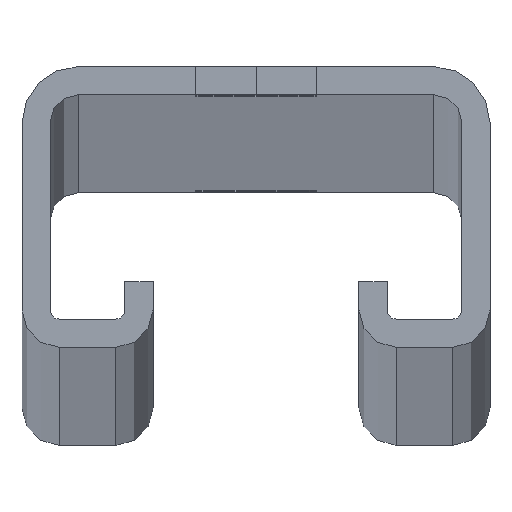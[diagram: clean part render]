
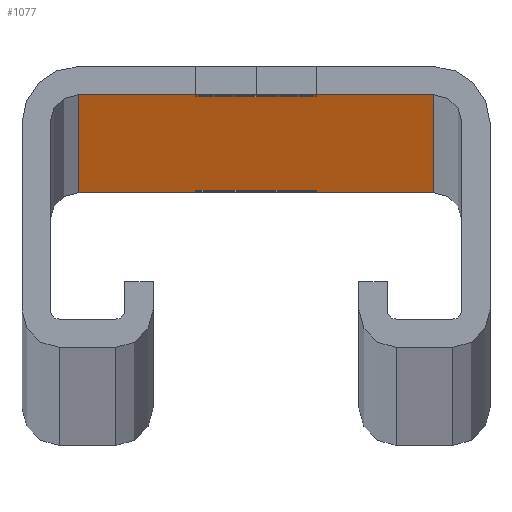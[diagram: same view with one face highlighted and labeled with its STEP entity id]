
A CAD part, top view. The second image highlights one B-rep face of the part: STEP entity #1077.
In plain terms, the highlighted planar face has unit normal (0, -1, 0).
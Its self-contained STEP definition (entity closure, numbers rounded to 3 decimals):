
#2=DIRECTION('',(-1.,0.,0.));
#3=VECTOR('',#2,38.);
#4=CARTESIAN_POINT('',(19.,13.,1201.5));
#5=LINE('',#4,#3);
#6=CARTESIAN_POINT('',(0.,13.,1066.5));
#7=DIRECTION('',(0.,1.,0.));
#8=DIRECTION('',(0.,0.,-1.));
#9=AXIS2_PLACEMENT_3D('',#6,#7,#8);
#11=CARTESIAN_POINT('',(0.,13.,1066.5));
#12=DIRECTION('',(0.,1.,0.));
#13=DIRECTION('',(1.,0.,0.));
#14=AXIS2_PLACEMENT_3D('',#11,#12,#13);
#16=DIRECTION('',(0.,0.,-1.));
#17=VECTOR('',#16,17.);
#18=CARTESIAN_POINT('',(6.5,13.,1083.5));
#19=LINE('',#18,#17);
#20=CARTESIAN_POINT('',(0.,13.,1083.5));
#21=DIRECTION('',(0.,1.,0.));
#22=DIRECTION('',(0.,0.,1.));
#23=AXIS2_PLACEMENT_3D('',#20,#21,#22);
#25=CARTESIAN_POINT('',(0.,13.,1083.5));
#26=DIRECTION('',(0.,1.,0.));
#27=DIRECTION('',(-1.,0.,0.));
#28=AXIS2_PLACEMENT_3D('',#25,#26,#27);
#30=DIRECTION('',(0.,0.,1.));
#31=VECTOR('',#30,17.);
#32=CARTESIAN_POINT('',(-6.5,13.,1066.5));
#33=LINE('',#32,#31);
#34=DIRECTION('',(0.,0.,1.));
#35=VECTOR('',#34,17.);
#36=CARTESIAN_POINT('',(-6.5,13.,-4783.5));
#37=LINE('',#36,#35);
#38=DIRECTION('',(0.,0.,-1.));
#39=VECTOR('',#38,17.);
#40=CARTESIAN_POINT('',(6.5,13.,-4766.5));
#41=LINE('',#40,#39);
#42=DIRECTION('',(0.,0.,-1.));
#43=VECTOR('',#42,17.);
#44=CARTESIAN_POINT('',(6.5,13.,-4716.5));
#45=LINE('',#44,#43);
#46=DIRECTION('',(0.,0.,1.));
#47=VECTOR('',#46,17.);
#48=CARTESIAN_POINT('',(-6.5,13.,-4733.5));
#49=LINE('',#48,#47);
#50=DIRECTION('',(0.,0.,-1.));
#51=VECTOR('',#50,17.);
#52=CARTESIAN_POINT('',(6.5,13.,-4666.5));
#53=LINE('',#52,#51);
#54=DIRECTION('',(0.,0.,1.));
#55=VECTOR('',#54,17.);
#56=CARTESIAN_POINT('',(-6.5,13.,-4683.5));
#57=LINE('',#56,#55);
#58=DIRECTION('',(0.,0.,-1.));
#59=VECTOR('',#58,17.);
#60=CARTESIAN_POINT('',(6.5,13.,1183.5));
#61=LINE('',#60,#59);
#62=CARTESIAN_POINT('',(0.,13.,1183.5));
#63=DIRECTION('',(0.,1.,0.));
#64=DIRECTION('',(0.,0.,1.));
#65=AXIS2_PLACEMENT_3D('',#62,#63,#64);
#67=CARTESIAN_POINT('',(0.,13.,1183.5));
#68=DIRECTION('',(0.,1.,0.));
#69=DIRECTION('',(-1.,0.,0.));
#70=AXIS2_PLACEMENT_3D('',#67,#68,#69);
#72=DIRECTION('',(0.,0.,1.));
#73=VECTOR('',#72,17.);
#74=CARTESIAN_POINT('',(-6.5,13.,1166.5));
#75=LINE('',#74,#73);
#76=CARTESIAN_POINT('',(0.,13.,1166.5));
#77=DIRECTION('',(0.,1.,0.));
#78=DIRECTION('',(0.,0.,-1.));
#79=AXIS2_PLACEMENT_3D('',#76,#77,#78);
#81=CARTESIAN_POINT('',(0.,13.,1166.5));
#82=DIRECTION('',(0.,1.,0.));
#83=DIRECTION('',(1.,0.,0.));
#84=AXIS2_PLACEMENT_3D('',#81,#82,#83);
#86=DIRECTION('',(0.,0.,1.));
#87=VECTOR('',#86,17.);
#88=CARTESIAN_POINT('',(-6.5,13.,1116.5));
#89=LINE('',#88,#87);
#90=CARTESIAN_POINT('',(0.,13.,1116.5));
#91=DIRECTION('',(0.,1.,0.));
#92=DIRECTION('',(0.,0.,-1.));
#93=AXIS2_PLACEMENT_3D('',#90,#91,#92);
#95=CARTESIAN_POINT('',(0.,13.,1116.5));
#96=DIRECTION('',(0.,1.,0.));
#97=DIRECTION('',(1.,0.,0.));
#98=AXIS2_PLACEMENT_3D('',#95,#96,#97);
#100=DIRECTION('',(0.,0.,-1.));
#101=VECTOR('',#100,17.);
#102=CARTESIAN_POINT('',(6.5,13.,1133.5));
#103=LINE('',#102,#101);
#104=CARTESIAN_POINT('',(0.,13.,1133.5));
#105=DIRECTION('',(0.,1.,0.));
#106=DIRECTION('',(0.,0.,1.));
#107=AXIS2_PLACEMENT_3D('',#104,#105,#106);
#109=CARTESIAN_POINT('',(0.,13.,1133.5));
#110=DIRECTION('',(0.,1.,0.));
#111=DIRECTION('',(-1.,0.,0.));
#112=AXIS2_PLACEMENT_3D('',#109,#110,#111);
#330=DIRECTION('',(-1.,0.,0.));
#331=VECTOR('',#330,38.);
#332=CARTESIAN_POINT('',(19.,13.,-4798.5));
#333=LINE('',#332,#331);
#446=DIRECTION('',(0.,0.,1.));
#447=VECTOR('',#446,6000.);
#448=CARTESIAN_POINT('',(-19.,13.,-4798.5));
#449=LINE('',#448,#447);
#490=DIRECTION('',(0.,0.,-1.));
#491=VECTOR('',#490,6000.);
#492=CARTESIAN_POINT('',(19.,13.,1201.5));
#493=LINE('',#492,#491);
#579=CARTESIAN_POINT('',(0.,13.,-4733.5));
#580=DIRECTION('',(0.,1.,0.));
#581=DIRECTION('',(1.,0.,0.));
#582=AXIS2_PLACEMENT_3D('',#579,#580,#581);
#597=CARTESIAN_POINT('',(0.,13.,-4716.5));
#598=DIRECTION('',(0.,1.,0.));
#599=DIRECTION('',(-1.,0.,0.));
#600=AXIS2_PLACEMENT_3D('',#597,#598,#599);
#615=CARTESIAN_POINT('',(0.,13.,-4783.5));
#616=DIRECTION('',(0.,1.,0.));
#617=DIRECTION('',(1.,0.,0.));
#618=AXIS2_PLACEMENT_3D('',#615,#616,#617);
#633=CARTESIAN_POINT('',(0.,13.,-4766.5));
#634=DIRECTION('',(0.,1.,0.));
#635=DIRECTION('',(-1.,0.,0.));
#636=AXIS2_PLACEMENT_3D('',#633,#634,#635);
#651=CARTESIAN_POINT('',(0.,13.,-4666.5));
#652=DIRECTION('',(0.,1.,0.));
#653=DIRECTION('',(-1.,0.,0.));
#654=AXIS2_PLACEMENT_3D('',#651,#652,#653);
#669=CARTESIAN_POINT('',(0.,13.,-4683.5));
#670=DIRECTION('',(0.,1.,0.));
#671=DIRECTION('',(1.,0.,0.));
#672=AXIS2_PLACEMENT_3D('',#669,#670,#671);
#758=CARTESIAN_POINT('',(19.,13.,1201.5));
#759=CARTESIAN_POINT('',(-19.,13.,1201.5));
#760=VERTEX_POINT('',#758);
#761=VERTEX_POINT('',#759);
#762=CARTESIAN_POINT('',(6.5,13.,1066.5));
#763=CARTESIAN_POINT('',(0.,13.,1060.));
#764=VERTEX_POINT('',#762);
#765=VERTEX_POINT('',#763);
#766=CARTESIAN_POINT('',(6.5,13.,1083.5));
#767=VERTEX_POINT('',#766);
#768=CARTESIAN_POINT('',(0.,13.,1090.));
#769=VERTEX_POINT('',#768);
#770=CARTESIAN_POINT('',(-6.5,13.,1083.5));
#771=VERTEX_POINT('',#770);
#772=CARTESIAN_POINT('',(-6.5,13.,1066.5));
#773=VERTEX_POINT('',#772);
#774=CARTESIAN_POINT('',(0.,13.,1190.));
#775=CARTESIAN_POINT('',(6.5,13.,1183.5));
#776=VERTEX_POINT('',#774);
#777=VERTEX_POINT('',#775);
#778=CARTESIAN_POINT('',(-6.5,13.,1183.5));
#779=VERTEX_POINT('',#778);
#780=CARTESIAN_POINT('',(-6.5,13.,1166.5));
#781=VERTEX_POINT('',#780);
#782=CARTESIAN_POINT('',(0.,13.,1160.));
#783=VERTEX_POINT('',#782);
#784=CARTESIAN_POINT('',(6.5,13.,1166.5));
#785=VERTEX_POINT('',#784);
#786=CARTESIAN_POINT('',(0.,13.,1110.));
#787=CARTESIAN_POINT('',(-6.5,13.,1116.5));
#788=VERTEX_POINT('',#786);
#789=VERTEX_POINT('',#787);
#790=CARTESIAN_POINT('',(6.5,13.,1116.5));
#791=VERTEX_POINT('',#790);
#792=CARTESIAN_POINT('',(6.5,13.,1133.5));
#793=VERTEX_POINT('',#792);
#794=CARTESIAN_POINT('',(0.,13.,1140.));
#795=VERTEX_POINT('',#794);
#796=CARTESIAN_POINT('',(-6.5,13.,1133.5));
#797=VERTEX_POINT('',#796);
#902=CARTESIAN_POINT('',(-19.,13.,-4798.5));
#903=VERTEX_POINT('',#902);
#904=CARTESIAN_POINT('',(19.,13.,-4798.5));
#905=VERTEX_POINT('',#904);
#942=CARTESIAN_POINT('',(-6.5,13.,-4783.5));
#943=CARTESIAN_POINT('',(-6.5,13.,-4766.5));
#944=VERTEX_POINT('',#942);
#945=VERTEX_POINT('',#943);
#946=CARTESIAN_POINT('',(6.5,13.,-4766.5));
#947=CARTESIAN_POINT('',(6.5,13.,-4783.5));
#948=VERTEX_POINT('',#946);
#949=VERTEX_POINT('',#947);
#950=CARTESIAN_POINT('',(-6.5,13.,-4733.5));
#951=CARTESIAN_POINT('',(-6.5,13.,-4716.5));
#952=VERTEX_POINT('',#950);
#953=VERTEX_POINT('',#951);
#954=CARTESIAN_POINT('',(6.5,13.,-4716.5));
#955=CARTESIAN_POINT('',(6.5,13.,-4733.5));
#956=VERTEX_POINT('',#954);
#957=VERTEX_POINT('',#955);
#958=CARTESIAN_POINT('',(-6.5,13.,-4683.5));
#959=CARTESIAN_POINT('',(-6.5,13.,-4666.5));
#960=VERTEX_POINT('',#958);
#961=VERTEX_POINT('',#959);
#962=CARTESIAN_POINT('',(6.5,13.,-4666.5));
#963=CARTESIAN_POINT('',(6.5,13.,-4683.5));
#964=VERTEX_POINT('',#962);
#965=VERTEX_POINT('',#963);
#990=CARTESIAN_POINT('',(19.,13.,400.));
#991=DIRECTION('',(0.,-1.,0.));
#992=DIRECTION('',(1.,0.,0.));
#993=AXIS2_PLACEMENT_3D('',#990,#991,#992);
#994=PLANE('',#993);
#996=ORIENTED_EDGE('',*,*,#995,.F.);
#998=ORIENTED_EDGE('',*,*,#997,.T.);
#1000=ORIENTED_EDGE('',*,*,#999,.T.);
#1002=ORIENTED_EDGE('',*,*,#1001,.T.);
#1003=EDGE_LOOP('',(#996,#998,#1000,#1002));
#1004=FACE_OUTER_BOUND('',#1003,.F.);
#1006=ORIENTED_EDGE('',*,*,#1005,.F.);
#1008=ORIENTED_EDGE('',*,*,#1007,.F.);
#1010=ORIENTED_EDGE('',*,*,#1009,.F.);
#1012=ORIENTED_EDGE('',*,*,#1011,.F.);
#1014=ORIENTED_EDGE('',*,*,#1013,.F.);
#1016=ORIENTED_EDGE('',*,*,#1015,.F.);
#1017=EDGE_LOOP('',(#1006,#1008,#1010,#1012,#1014,#1016));
#1018=FACE_BOUND('',#1017,.F.);
#1020=ORIENTED_EDGE('',*,*,#1019,.F.);
#1022=ORIENTED_EDGE('',*,*,#1021,.F.);
#1024=ORIENTED_EDGE('',*,*,#1023,.F.);
#1026=ORIENTED_EDGE('',*,*,#1025,.F.);
#1027=EDGE_LOOP('',(#1020,#1022,#1024,#1026));
#1028=FACE_BOUND('',#1027,.F.);
#1030=ORIENTED_EDGE('',*,*,#1029,.F.);
#1032=ORIENTED_EDGE('',*,*,#1031,.F.);
#1034=ORIENTED_EDGE('',*,*,#1033,.F.);
#1036=ORIENTED_EDGE('',*,*,#1035,.F.);
#1037=EDGE_LOOP('',(#1030,#1032,#1034,#1036));
#1038=FACE_BOUND('',#1037,.F.);
#1040=ORIENTED_EDGE('',*,*,#1039,.F.);
#1042=ORIENTED_EDGE('',*,*,#1041,.F.);
#1044=ORIENTED_EDGE('',*,*,#1043,.F.);
#1046=ORIENTED_EDGE('',*,*,#1045,.F.);
#1047=EDGE_LOOP('',(#1040,#1042,#1044,#1046));
#1048=FACE_BOUND('',#1047,.F.);
#1050=ORIENTED_EDGE('',*,*,#1049,.F.);
#1052=ORIENTED_EDGE('',*,*,#1051,.F.);
#1054=ORIENTED_EDGE('',*,*,#1053,.F.);
#1056=ORIENTED_EDGE('',*,*,#1055,.F.);
#1058=ORIENTED_EDGE('',*,*,#1057,.F.);
#1060=ORIENTED_EDGE('',*,*,#1059,.F.);
#1061=EDGE_LOOP('',(#1050,#1052,#1054,#1056,#1058,#1060));
#1062=FACE_BOUND('',#1061,.F.);
#1064=ORIENTED_EDGE('',*,*,#1063,.F.);
#1066=ORIENTED_EDGE('',*,*,#1065,.F.);
#1068=ORIENTED_EDGE('',*,*,#1067,.F.);
#1070=ORIENTED_EDGE('',*,*,#1069,.F.);
#1072=ORIENTED_EDGE('',*,*,#1071,.F.);
#1074=ORIENTED_EDGE('',*,*,#1073,.F.);
#1075=EDGE_LOOP('',(#1064,#1066,#1068,#1070,#1072,#1074));
#1076=FACE_BOUND('',#1075,.F.);
#1077=ADVANCED_FACE('',(#1004,#1018,#1028,#1038,#1048,#1062,#1076),#994,.T.);
#10=CIRCLE('',#9,6.5);
#15=CIRCLE('',#14,6.5);
#24=CIRCLE('',#23,6.5);
#29=CIRCLE('',#28,6.5);
#66=CIRCLE('',#65,6.5);
#71=CIRCLE('',#70,6.5);
#80=CIRCLE('',#79,6.5);
#85=CIRCLE('',#84,6.5);
#94=CIRCLE('',#93,6.5);
#99=CIRCLE('',#98,6.5);
#108=CIRCLE('',#107,6.5);
#113=CIRCLE('',#112,6.5);
#583=CIRCLE('',#582,6.5);
#601=CIRCLE('',#600,6.5);
#619=CIRCLE('',#618,6.5);
#637=CIRCLE('',#636,6.5);
#655=CIRCLE('',#654,6.5);
#673=CIRCLE('',#672,6.5);
#995=EDGE_CURVE('',#760,#761,#5,.T.);
#997=EDGE_CURVE('',#760,#905,#493,.T.);
#999=EDGE_CURVE('',#905,#903,#333,.T.);
#1001=EDGE_CURVE('',#903,#761,#449,.T.);
#1005=EDGE_CURVE('',#765,#773,#10,.T.);
#1007=EDGE_CURVE('',#764,#765,#15,.T.);
#1009=EDGE_CURVE('',#767,#764,#19,.T.);
#1011=EDGE_CURVE('',#769,#767,#24,.T.);
#1013=EDGE_CURVE('',#771,#769,#29,.T.);
#1015=EDGE_CURVE('',#773,#771,#33,.T.);
#1019=EDGE_CURVE('',#945,#948,#637,.T.);
#1021=EDGE_CURVE('',#944,#945,#37,.T.);
#1023=EDGE_CURVE('',#949,#944,#619,.T.);
#1025=EDGE_CURVE('',#948,#949,#41,.T.);
#1029=EDGE_CURVE('',#956,#957,#45,.T.);
#1031=EDGE_CURVE('',#953,#956,#601,.T.);
#1033=EDGE_CURVE('',#952,#953,#49,.T.);
#1035=EDGE_CURVE('',#957,#952,#583,.T.);
#1039=EDGE_CURVE('',#964,#965,#53,.T.);
#1041=EDGE_CURVE('',#961,#964,#655,.T.);
#1043=EDGE_CURVE('',#960,#961,#57,.T.);
#1045=EDGE_CURVE('',#965,#960,#673,.T.);
#1049=EDGE_CURVE('',#777,#785,#61,.T.);
#1051=EDGE_CURVE('',#776,#777,#66,.T.);
#1053=EDGE_CURVE('',#779,#776,#71,.T.);
#1055=EDGE_CURVE('',#781,#779,#75,.T.);
#1057=EDGE_CURVE('',#783,#781,#80,.T.);
#1059=EDGE_CURVE('',#785,#783,#85,.T.);
#1063=EDGE_CURVE('',#789,#797,#89,.T.);
#1065=EDGE_CURVE('',#788,#789,#94,.T.);
#1067=EDGE_CURVE('',#791,#788,#99,.T.);
#1069=EDGE_CURVE('',#793,#791,#103,.T.);
#1071=EDGE_CURVE('',#795,#793,#108,.T.);
#1073=EDGE_CURVE('',#797,#795,#113,.T.);
